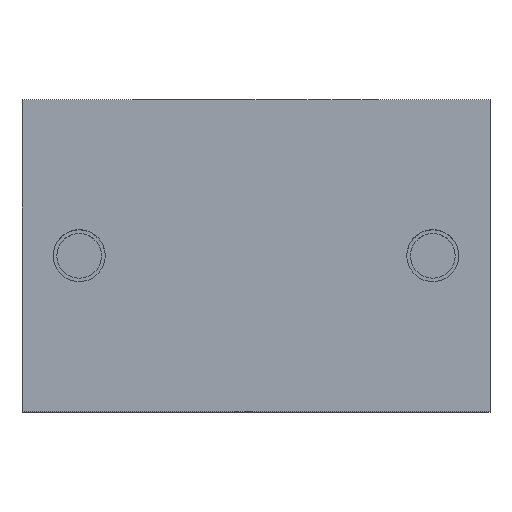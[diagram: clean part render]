
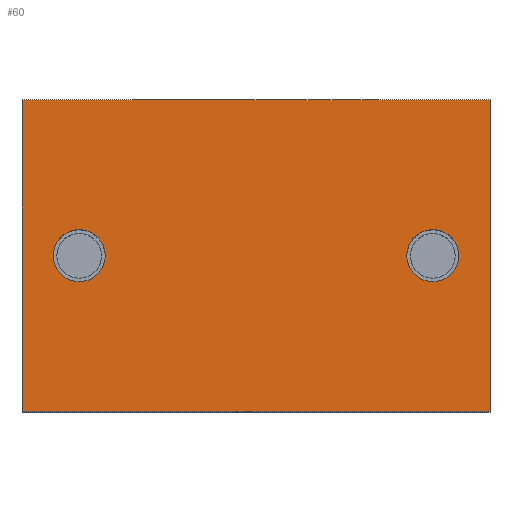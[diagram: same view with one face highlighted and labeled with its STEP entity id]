
A CAD part, top view. The second image highlights one B-rep face of the part: STEP entity #60.
In plain terms, the highlighted planar face has unit normal (0, 0, 1).
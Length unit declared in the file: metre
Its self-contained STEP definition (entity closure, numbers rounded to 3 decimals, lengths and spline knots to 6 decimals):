
#60 = ADVANCED_FACE( '', ( #129, #130, #131 ), #132, .T. );
#129 = FACE_BOUND( '', #204, .T. );
#130 = FACE_OUTER_BOUND( '', #205, .T. );
#131 = FACE_BOUND( '', #206, .T. );
#132 = PLANE( '', #207 );
#204 = EDGE_LOOP( '', ( #305 ) );
#205 = EDGE_LOOP( '', ( #306, #307, #308, #309 ) );
#206 = EDGE_LOOP( '', ( #310 ) );
#207 = AXIS2_PLACEMENT_3D( '', #311, #312, #313 );
#305 = ORIENTED_EDGE( '', *, *, #385, .T. );
#306 = ORIENTED_EDGE( '', *, *, #402, .F. );
#307 = ORIENTED_EDGE( '', *, *, #394, .F. );
#308 = ORIENTED_EDGE( '', *, *, #379, .T. );
#309 = ORIENTED_EDGE( '', *, *, #403, .T. );
#310 = ORIENTED_EDGE( '', *, *, #387, .T. );
#311 = CARTESIAN_POINT( '', ( -0.0225, -0.015, 0.019 ) );
#312 = DIRECTION( '', ( 0., 0., 1. ) );
#313 = DIRECTION( '', ( 1., 0., 0. ) );
#379 = EDGE_CURVE( '', #435, #433, #436, .T. );
#385 = EDGE_CURVE( '', #444, #444, #445, .T. );
#387 = EDGE_CURVE( '', #447, #447, #448, .T. );
#394 = EDGE_CURVE( '', #435, #456, #458, .T. );
#402 = EDGE_CURVE( '', #456, #469, #470, .T. );
#403 = EDGE_CURVE( '', #433, #469, #471, .T. );
#433 = VERTEX_POINT( '', #508 );
#435 = VERTEX_POINT( '', #511 );
#436 = LINE( '', #512, #513 );
#444 = VERTEX_POINT( '', #522 );
#445 = CIRCLE( '', #523, 0.0025 );
#447 = VERTEX_POINT( '', #525 );
#448 = CIRCLE( '', #526, 0.0025 );
#456 = VERTEX_POINT( '', #537 );
#458 = LINE( '', #540, #541 );
#469 = VERTEX_POINT( '', #554 );
#470 = LINE( '', #555, #556 );
#471 = LINE( '', #557, #558 );
#508 = CARTESIAN_POINT( '', ( 0.0225, -0.015, 0.019 ) );
#511 = CARTESIAN_POINT( '', ( -0.0225, -0.015, 0.019 ) );
#512 = CARTESIAN_POINT( '', ( -0.0225, -0.015, 0.019 ) );
#513 = VECTOR( '', #650, 1. );
#522 = CARTESIAN_POINT( '', ( 0.017, 0.0025, 0.019 ) );
#523 = AXIS2_PLACEMENT_3D( '', #658, #659, #660 );
#525 = CARTESIAN_POINT( '', ( -0.017, 0.0025, 0.019 ) );
#526 = AXIS2_PLACEMENT_3D( '', #661, #662, #663 );
#537 = CARTESIAN_POINT( '', ( -0.0225, 0.015, 0.019 ) );
#540 = CARTESIAN_POINT( '', ( -0.0225, -0.015, 0.019 ) );
#541 = VECTOR( '', #668, 1. );
#554 = CARTESIAN_POINT( '', ( 0.0225, 0.015, 0.019 ) );
#555 = CARTESIAN_POINT( '', ( -0.0225, 0.015, 0.019 ) );
#556 = VECTOR( '', #677, 1. );
#557 = CARTESIAN_POINT( '', ( 0.0225, -0.015, 0.019 ) );
#558 = VECTOR( '', #678, 1. );
#650 = DIRECTION( '', ( 1., 0., 0. ) );
#658 = CARTESIAN_POINT( '', ( 0.017, 0., 0.019 ) );
#659 = DIRECTION( '', ( 0., 0., -1. ) );
#660 = DIRECTION( '', ( 0., 1., 0. ) );
#661 = CARTESIAN_POINT( '', ( -0.017, 0., 0.019 ) );
#662 = DIRECTION( '', ( 0., 0., -1. ) );
#663 = DIRECTION( '', ( 0., 1., 0. ) );
#668 = DIRECTION( '', ( 0., 1., 0. ) );
#677 = DIRECTION( '', ( 1., 0., 0. ) );
#678 = DIRECTION( '', ( 0., 1., 0. ) );
